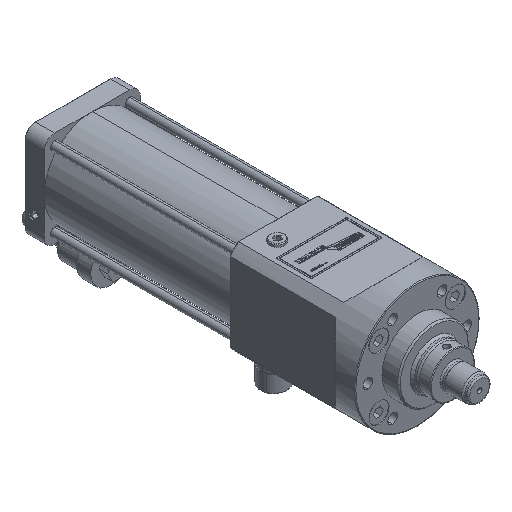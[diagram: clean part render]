
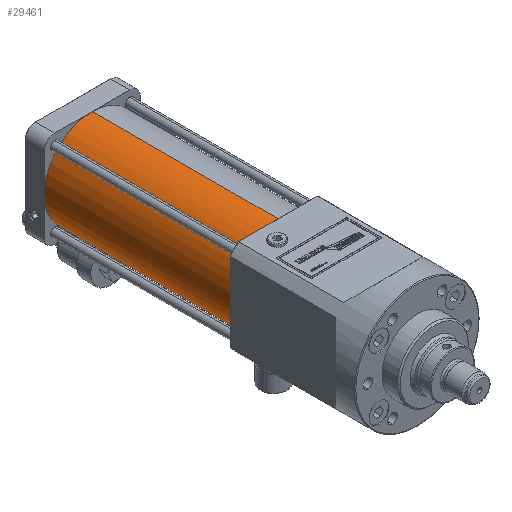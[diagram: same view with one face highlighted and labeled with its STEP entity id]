
A CAD part, isometric view. The second image highlights one B-rep face of the part: STEP entity #29461.
In plain terms, the highlighted cylindrical face has radius 34 mm (diameter 68 mm), a partial arc.
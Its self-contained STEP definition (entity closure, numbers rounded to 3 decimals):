
#174 = VECTOR ( 'NONE', #9342, 1000. ) ;
#1189 = CARTESIAN_POINT ( 'NONE',  ( -34., 98.5, -1.948 ) ) ;
#1544 = VERTEX_POINT ( 'NONE', #2715 ) ;
#2224 = AXIS2_PLACEMENT_3D ( 'NONE', #20049, #16973, #38341 ) ;
#2423 = ORIENTED_EDGE ( 'NONE', *, *, #25461, .T. ) ;
#2601 = CYLINDRICAL_SURFACE ( 'NONE', #2224, 34. ) ;
#2715 = CARTESIAN_POINT ( 'NONE',  ( -34., 230., 0. ) ) ;
#3102 = CARTESIAN_POINT ( 'NONE',  ( 0., 99., 0. ) ) ;
#3492 = CARTESIAN_POINT ( 'NONE',  ( -34., 98.5, 0. ) ) ;
#3516 = CARTESIAN_POINT ( 'NONE',  ( -3.89, 98.667, -33.833 ) ) ;
#4710 = VERTEX_POINT ( 'NONE', #35502 ) ;
#4744 =( BOUNDED_CURVE ( )  B_SPLINE_CURVE ( 3, ( #12642, #9533, #3516, #24899 ),
 .UNSPECIFIED., .F., .F. ) 
 B_SPLINE_CURVE_WITH_KNOTS ( ( 4, 4 ),
 ( 0., 0.172 ),
 .UNSPECIFIED. ) 
 CURVE ( )  GEOMETRIC_REPRESENTATION_ITEM ( )  RATIONAL_B_SPLINE_CURVE ( ( 1., 0.998, 0.998, 1. ) ) 
 REPRESENTATION_ITEM ( '' )  );
#5050 = ORIENTED_EDGE ( 'NONE', *, *, #31756, .F. ) ;
#5239 = CARTESIAN_POINT ( 'NONE',  ( 0., 99., 0. ) ) ;
#5789 = VERTEX_POINT ( 'NONE', #35342 ) ;
#5812 = CARTESIAN_POINT ( 'NONE',  ( -5.809, 99., -33.5 ) ) ;
#6220 = DIRECTION ( 'NONE',  ( 0., 0., 1. ) ) ;
#6606 = CARTESIAN_POINT ( 'NONE',  ( -33.5, 99., 5.809 ) ) ;
#7115 = VERTEX_POINT ( 'NONE', #35072 ) ;
#7388 = CIRCLE ( 'NONE', #38384, 34. ) ;
#7607 =( BOUNDED_CURVE ( )  B_SPLINE_CURVE ( 3, ( #14044, #32313, #17070, #38451 ),
 .UNSPECIFIED., .F., .F. ) 
 B_SPLINE_CURVE_WITH_KNOTS ( ( 4, 4 ),
 ( 6.111, 6.283 ),
 .UNSPECIFIED. ) 
 CURVE ( )  GEOMETRIC_REPRESENTATION_ITEM ( )  RATIONAL_B_SPLINE_CURVE ( ( 1., 0.998, 0.998, 1. ) ) 
 REPRESENTATION_ITEM ( '' )  );
#7638 = VERTEX_POINT ( 'NONE', #29979 ) ;
#8298 = DIRECTION ( 'NONE',  ( 0., 0., 1. ) ) ;
#8702 = CARTESIAN_POINT ( 'NONE',  ( -5.809, 99., 33.5 ) ) ;
#9342 = DIRECTION ( 'NONE',  ( 0., -1., 0. ) ) ;
#9533 = CARTESIAN_POINT ( 'NONE',  ( -1.948, 98.5, -34. ) ) ;
#10535 = DIRECTION ( 'NONE',  ( 0., -1., 0. ) ) ;
#10630 = CIRCLE ( 'NONE', #18942, 34. ) ;
#11936 = VERTEX_POINT ( 'NONE', #36680 ) ;
#12520 = ORIENTED_EDGE ( 'NONE', *, *, #18078, .T. ) ;
#12642 = CARTESIAN_POINT ( 'NONE',  ( 0., 98.5, -34. ) ) ;
#13040 = CARTESIAN_POINT ( 'NONE',  ( 0., 230., 0. ) ) ;
#14044 = CARTESIAN_POINT ( 'NONE',  ( -5.809, 99., 33.5 ) ) ;
#15471 = LINE ( 'NONE', #27641, #174 ) ;
#15665 = EDGE_CURVE ( 'NONE', #5789, #4710, #15471, .T. ) ;
#16080 = DIRECTION ( 'NONE',  ( 0., 0., 1. ) ) ;
#16411 = CARTESIAN_POINT ( 'NONE',  ( -33.833, 98.667, -3.89 ) ) ;
#16973 = DIRECTION ( 'NONE',  ( 0., -1., 0. ) ) ;
#17070 = CARTESIAN_POINT ( 'NONE',  ( -1.948, 98.5, 34. ) ) ;
#18078 = EDGE_CURVE ( 'NONE', #26372, #11936, #7607, .T. ) ;
#18270 = DIRECTION ( 'NONE',  ( 0., 1., 0. ) ) ;
#18885 =( BOUNDED_CURVE ( )  B_SPLINE_CURVE ( 3, ( #37761, #16411, #1189, #22569 ),
 .UNSPECIFIED., .F., .F. ) 
 B_SPLINE_CURVE_WITH_KNOTS ( ( 4, 4 ),
 ( 6.111, 6.283 ),
 .UNSPECIFIED. ) 
 CURVE ( )  GEOMETRIC_REPRESENTATION_ITEM ( )  RATIONAL_B_SPLINE_CURVE ( ( 1., 0.998, 0.998, 1. ) ) 
 REPRESENTATION_ITEM ( '' )  );
#18942 = AXIS2_PLACEMENT_3D ( 'NONE', #36560, #18270, #39653 ) ;
#19178 = ORIENTED_EDGE ( 'NONE', *, *, #33223, .T. ) ;
#19351 = EDGE_CURVE ( 'NONE', #26700, #23406, #33074, .T. ) ;
#19612 = CARTESIAN_POINT ( 'NONE',  ( 0., 230., 34. ) ) ;
#20049 = CARTESIAN_POINT ( 'NONE',  ( 0., 230., 0. ) ) ;
#21195 = ORIENTED_EDGE ( 'NONE', *, *, #19351, .T. ) ;
#21803 = CARTESIAN_POINT ( 'NONE',  ( -34., 98.5, 1.948 ) ) ;
#22569 = CARTESIAN_POINT ( 'NONE',  ( -34., 98.5, 0. ) ) ;
#23178 = ORIENTED_EDGE ( 'NONE', *, *, #33145, .T. ) ;
#23406 = VERTEX_POINT ( 'NONE', #27295 ) ;
#23532 = EDGE_CURVE ( 'NONE', #1544, #7115, #7388, .T. ) ;
#24491 = DIRECTION ( 'NONE',  ( 0., 1., 0. ) ) ;
#24879 = CARTESIAN_POINT ( 'NONE',  ( -33.833, 98.667, 3.89 ) ) ;
#24899 = CARTESIAN_POINT ( 'NONE',  ( -5.809, 99., -33.5 ) ) ;
#25461 = EDGE_CURVE ( 'NONE', #7638, #26700, #18885, .T. ) ;
#26372 = VERTEX_POINT ( 'NONE', #8702 ) ;
#26580 = DIRECTION ( 'NONE',  ( 0., 1., 0. ) ) ;
#26700 = VERTEX_POINT ( 'NONE', #28837 ) ;
#26894 = ORIENTED_EDGE ( 'NONE', *, *, #33937, .F. ) ;
#27295 = CARTESIAN_POINT ( 'NONE',  ( -33.5, 99., 5.809 ) ) ;
#27355 = VERTEX_POINT ( 'NONE', #5812 ) ;
#27420 = VECTOR ( 'NONE', #10535, 1000. ) ;
#27641 = CARTESIAN_POINT ( 'NONE',  ( 0., 230., -34. ) ) ;
#28205 = AXIS2_PLACEMENT_3D ( 'NONE', #3102, #24491, #6220 ) ;
#28837 = CARTESIAN_POINT ( 'NONE',  ( -34., 98.5, 0. ) ) ;
#28921 = FACE_OUTER_BOUND ( 'NONE', #32536, .T. ) ;
#29461 = ADVANCED_FACE ( 'NONE', ( #28921 ), #2601, .T. ) ;
#29979 = CARTESIAN_POINT ( 'NONE',  ( -33.5, 99., -5.809 ) ) ;
#30624 = AXIS2_PLACEMENT_3D ( 'NONE', #5239, #26580, #8298 ) ;
#31756 = EDGE_CURVE ( 'NONE', #5789, #1544, #10630, .T. ) ;
#32313 = CARTESIAN_POINT ( 'NONE',  ( -3.89, 98.667, 33.833 ) ) ;
#32536 = EDGE_LOOP ( 'NONE', ( #26894, #35800, #5050, #37448, #19178, #34001, #2423, #21195, #23178, #12520 ) ) ;
#33074 =( BOUNDED_CURVE ( )  B_SPLINE_CURVE ( 3, ( #3492, #21803, #24879, #6606 ),
 .UNSPECIFIED., .F., .F. ) 
 B_SPLINE_CURVE_WITH_KNOTS ( ( 4, 4 ),
 ( 0., 0.172 ),
 .UNSPECIFIED. ) 
 CURVE ( )  GEOMETRIC_REPRESENTATION_ITEM ( )  RATIONAL_B_SPLINE_CURVE ( ( 1., 0.998, 0.998, 1. ) ) 
 REPRESENTATION_ITEM ( '' )  );
#33145 = EDGE_CURVE ( 'NONE', #23406, #26372, #35093, .T. ) ;
#33223 = EDGE_CURVE ( 'NONE', #4710, #27355, #4744, .T. ) ;
#33313 = CIRCLE ( 'NONE', #30624, 34. ) ;
#33937 = EDGE_CURVE ( 'NONE', #7115, #11936, #35520, .T. ) ;
#34001 = ORIENTED_EDGE ( 'NONE', *, *, #38136, .T. ) ;
#34343 = DIRECTION ( 'NONE',  ( 0., 1., 0. ) ) ;
#35072 = CARTESIAN_POINT ( 'NONE',  ( 0., 230., 34. ) ) ;
#35093 = CIRCLE ( 'NONE', #28205, 34. ) ;
#35342 = CARTESIAN_POINT ( 'NONE',  ( 0., 230., -34. ) ) ;
#35502 = CARTESIAN_POINT ( 'NONE',  ( 0., 98.5, -34. ) ) ;
#35520 = LINE ( 'NONE', #19612, #27420 ) ;
#35800 = ORIENTED_EDGE ( 'NONE', *, *, #23532, .F. ) ;
#36560 = CARTESIAN_POINT ( 'NONE',  ( 0., 230., 0. ) ) ;
#36680 = CARTESIAN_POINT ( 'NONE',  ( 0., 98.5, 34. ) ) ;
#37448 = ORIENTED_EDGE ( 'NONE', *, *, #15665, .T. ) ;
#37761 = CARTESIAN_POINT ( 'NONE',  ( -33.5, 99., -5.809 ) ) ;
#38136 = EDGE_CURVE ( 'NONE', #27355, #7638, #33313, .T. ) ;
#38341 = DIRECTION ( 'NONE',  ( 0., 0., -1. ) ) ;
#38384 = AXIS2_PLACEMENT_3D ( 'NONE', #13040, #34343, #16080 ) ;
#38451 = CARTESIAN_POINT ( 'NONE',  ( 0., 98.5, 34. ) ) ;
#39653 = DIRECTION ( 'NONE',  ( 0., 0., 1. ) ) ;
